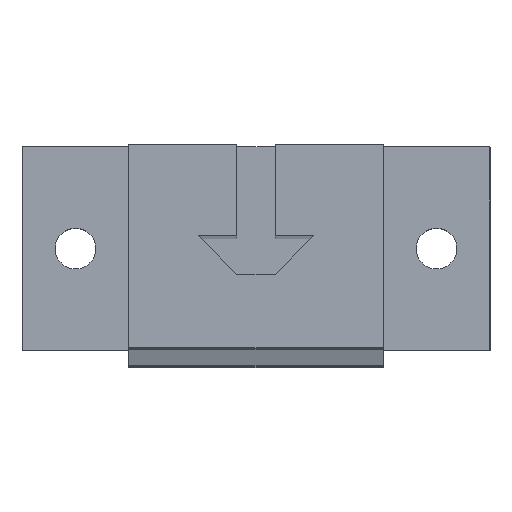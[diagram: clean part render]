
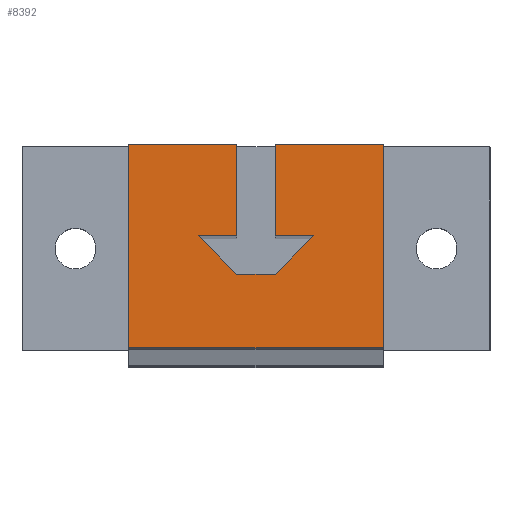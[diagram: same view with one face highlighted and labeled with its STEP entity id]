
A CAD part, top view. The second image highlights one B-rep face of the part: STEP entity #8392.
In plain terms, the highlighted face is planar.
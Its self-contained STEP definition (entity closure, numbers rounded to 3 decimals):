
#449=FACE_OUTER_BOUND('',#887,.T.);
#887=EDGE_LOOP('',(#5566,#5567,#5568,#5569,#5570,#5571,#5572,#5573,#5574,
#5575,#5576,#5577));
#1343=LINE('',#12034,#2362);
#1346=LINE('',#12039,#2365);
#1348=LINE('',#12043,#2367);
#1350=LINE('',#12047,#2369);
#1352=LINE('',#12051,#2371);
#1354=LINE('',#12055,#2373);
#1356=LINE('',#12059,#2375);
#1357=LINE('',#12062,#2376);
#1358=LINE('',#12064,#2377);
#1359=LINE('',#12066,#2378);
#1360=LINE('',#12068,#2379);
#1361=LINE('',#12069,#2380);
#2362=VECTOR('',#9588,10.);
#2365=VECTOR('',#9593,10.);
#2367=VECTOR('',#9597,10.);
#2369=VECTOR('',#9601,10.);
#2371=VECTOR('',#9605,10.);
#2373=VECTOR('',#9609,10.);
#2375=VECTOR('',#9613,10.);
#2376=VECTOR('',#9616,10.);
#2377=VECTOR('',#9617,10.);
#2378=VECTOR('',#9618,10.);
#2379=VECTOR('',#9619,10.);
#2380=VECTOR('',#9620,10.);
#3375=VERTEX_POINT('',#12031);
#3376=VERTEX_POINT('',#12033);
#3377=VERTEX_POINT('',#12037);
#3378=VERTEX_POINT('',#12041);
#3379=VERTEX_POINT('',#12045);
#3380=VERTEX_POINT('',#12049);
#3381=VERTEX_POINT('',#12053);
#3382=VERTEX_POINT('',#12057);
#3383=VERTEX_POINT('',#12061);
#3384=VERTEX_POINT('',#12063);
#3385=VERTEX_POINT('',#12065);
#3386=VERTEX_POINT('',#12067);
#4240=EDGE_CURVE('',#3376,#3375,#1343,.T.);
#4243=EDGE_CURVE('',#3375,#3377,#1346,.T.);
#4245=EDGE_CURVE('',#3377,#3378,#1348,.T.);
#4247=EDGE_CURVE('',#3378,#3379,#1350,.T.);
#4249=EDGE_CURVE('',#3379,#3380,#1352,.T.);
#4251=EDGE_CURVE('',#3380,#3381,#1354,.T.);
#4253=EDGE_CURVE('',#3381,#3382,#1356,.T.);
#4254=EDGE_CURVE('',#3383,#3382,#1357,.T.);
#4255=EDGE_CURVE('',#3384,#3383,#1358,.T.);
#4256=EDGE_CURVE('',#3385,#3384,#1359,.T.);
#4257=EDGE_CURVE('',#3385,#3386,#1360,.T.);
#4258=EDGE_CURVE('',#3376,#3386,#1361,.T.);
#5566=ORIENTED_EDGE('',*,*,#4240,.T.);
#5567=ORIENTED_EDGE('',*,*,#4243,.T.);
#5568=ORIENTED_EDGE('',*,*,#4245,.T.);
#5569=ORIENTED_EDGE('',*,*,#4247,.T.);
#5570=ORIENTED_EDGE('',*,*,#4249,.T.);
#5571=ORIENTED_EDGE('',*,*,#4251,.T.);
#5572=ORIENTED_EDGE('',*,*,#4253,.T.);
#5573=ORIENTED_EDGE('',*,*,#4254,.F.);
#5574=ORIENTED_EDGE('',*,*,#4255,.F.);
#5575=ORIENTED_EDGE('',*,*,#4256,.F.);
#5576=ORIENTED_EDGE('',*,*,#4257,.T.);
#5577=ORIENTED_EDGE('',*,*,#4258,.F.);
#8088=PLANE('',#8847);
#8392=ADVANCED_FACE('',(#449),#8088,.T.);
#8847=AXIS2_PLACEMENT_3D('',#12060,#9614,#9615);
#9588=DIRECTION('',(0.,0.,-1.));
#9593=DIRECTION('',(0.,-1.,0.));
#9597=DIRECTION('',(0.,0.707,-0.707));
#9601=DIRECTION('',(0.,1.,0.));
#9605=DIRECTION('',(0.,0.707,0.707));
#9609=DIRECTION('',(0.,-1.,0.));
#9613=DIRECTION('',(0.,0.,1.));
#9614=DIRECTION('center_axis',(-1.,0.,0.));
#9615=DIRECTION('ref_axis',(0.,0.,1.));
#9616=DIRECTION('',(0.,-1.,0.));
#9617=DIRECTION('',(0.,0.,1.));
#9618=DIRECTION('',(0.,1.,0.));
#9619=DIRECTION('',(0.,0.,1.));
#9620=DIRECTION('',(0.,-1.,0.));
#12031=CARTESIAN_POINT('',(-75.398,10.625,-7.313));
#12033=CARTESIAN_POINT('',(-75.398,10.625,1.687));
#12034=CARTESIAN_POINT('',(-75.398,10.625,-12.813));
#12037=CARTESIAN_POINT('',(-75.398,6.875,-7.313));
#12039=CARTESIAN_POINT('',(-75.398,3.437,-7.313));
#12041=CARTESIAN_POINT('',(-75.398,10.625,-11.063));
#12043=CARTESIAN_POINT('',(-75.398,9.781,-10.219));
#12045=CARTESIAN_POINT('',(-75.398,14.375,-11.063));
#12047=CARTESIAN_POINT('',(-75.398,7.188,-11.063));
#12049=CARTESIAN_POINT('',(-75.398,18.125,-7.313));
#12051=CARTESIAN_POINT('',(-75.398,10.844,-14.594));
#12053=CARTESIAN_POINT('',(-75.398,14.375,-7.313));
#12055=CARTESIAN_POINT('',(-75.398,7.187,-7.313));
#12057=CARTESIAN_POINT('',(-75.398,14.375,1.687));
#12059=CARTESIAN_POINT('',(-75.398,14.375,-8.313));
#12060=CARTESIAN_POINT('Origin',(-75.398,0.,-18.313));
#12061=CARTESIAN_POINT('',(-75.398,25.,1.687));
#12062=CARTESIAN_POINT('',(-75.398,0.,1.687));
#12063=CARTESIAN_POINT('',(-75.398,25.,-18.313));
#12064=CARTESIAN_POINT('',(-75.398,25.,-18.313));
#12065=CARTESIAN_POINT('',(-75.398,0.,-18.313));
#12066=CARTESIAN_POINT('',(-75.398,0.,-18.313));
#12067=CARTESIAN_POINT('',(-75.398,0.,1.687));
#12068=CARTESIAN_POINT('',(-75.398,0.,-18.313));
#12069=CARTESIAN_POINT('',(-75.398,0.,1.687));
